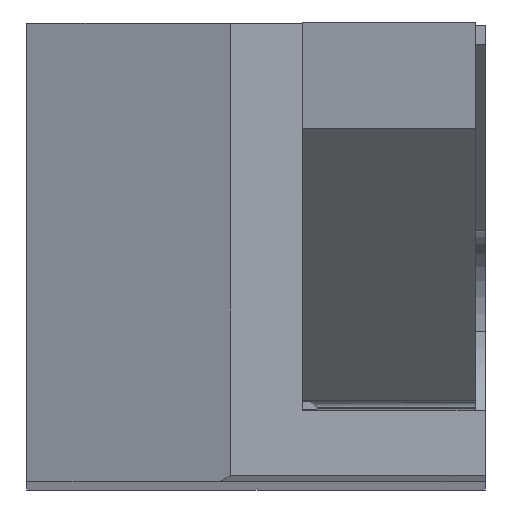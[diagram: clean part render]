
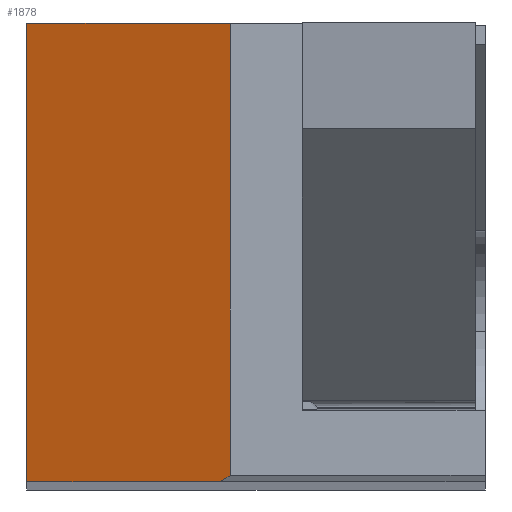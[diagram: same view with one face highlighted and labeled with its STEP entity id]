
A CAD part, top view. The second image highlights one B-rep face of the part: STEP entity #1878.
In plain terms, the highlighted planar face has unit normal (-0.342, 0, 0.94).
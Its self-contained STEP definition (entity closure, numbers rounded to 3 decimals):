
#42 = ORIENTED_EDGE ( 'NONE', *, *, #2095, .T. ) ;
#48 = VECTOR ( 'NONE', #304, 1000. ) ;
#159 = DIRECTION ( 'NONE',  ( -0.342, 0., 0.94 ) ) ;
#221 = VERTEX_POINT ( 'NONE', #742 ) ;
#304 = DIRECTION ( 'NONE',  ( -0.94, 0., -0.342 ) ) ;
#339 = VERTEX_POINT ( 'NONE', #1233 ) ;
#379 = EDGE_CURVE ( 'NONE', #221, #339, #1394, .T. ) ;
#410 = DIRECTION ( 'NONE',  ( 0.94, 0., 0.342 ) ) ;
#540 = VECTOR ( 'NONE', #1404, 1000. ) ;
#725 = ORIENTED_EDGE ( 'NONE', *, *, #379, .F. ) ;
#734 = CARTESIAN_POINT ( 'NONE',  ( 0., 9.53, -1.54 ) ) ;
#742 = CARTESIAN_POINT ( 'NONE',  ( 4.23, 9.53, 0. ) ) ;
#753 = LINE ( 'NONE', #2126, #1275 ) ;
#835 = LINE ( 'NONE', #1329, #48 ) ;
#938 = VERTEX_POINT ( 'NONE', #734 ) ;
#939 = VECTOR ( 'NONE', #410, 1000. ) ;
#1049 = DIRECTION ( 'NONE',  ( 0.808, 0.51, 0.294 ) ) ;
#1071 = FACE_OUTER_BOUND ( 'NONE', #1400, .T. ) ;
#1130 = ORIENTED_EDGE ( 'NONE', *, *, #1757, .F. ) ;
#1167 = CARTESIAN_POINT ( 'NONE',  ( 4.23, 135.66, 0. ) ) ;
#1178 = EDGE_CURVE ( 'NONE', #1880, #938, #1478, .T. ) ;
#1197 = CARTESIAN_POINT ( 'NONE',  ( 4.23, 135.66, 0. ) ) ;
#1233 = CARTESIAN_POINT ( 'NONE',  ( 4.23, 0.13, 0. ) ) ;
#1275 = VECTOR ( 'NONE', #1049, 1000. ) ;
#1311 = CARTESIAN_POINT ( 'NONE',  ( 0., 0., -1.54 ) ) ;
#1329 = CARTESIAN_POINT ( 'NONE',  ( -31.645, 0., -13.057 ) ) ;
#1364 = DIRECTION ( 'NONE',  ( 0.94, 0., 0.342 ) ) ;
#1394 = LINE ( 'NONE', #1197, #1866 ) ;
#1400 = EDGE_LOOP ( 'NONE', ( #1454, #1713, #1130, #42, #725 ) ) ;
#1404 = DIRECTION ( 'NONE',  ( 0., 1., 0. ) ) ;
#1422 = CARTESIAN_POINT ( 'NONE',  ( 4.024, 0., -0.075 ) ) ;
#1428 = LINE ( 'NONE', #1453, #939 ) ;
#1453 = CARTESIAN_POINT ( 'NONE',  ( -31.645, 9.53, -13.057 ) ) ;
#1454 = ORIENTED_EDGE ( 'NONE', *, *, #2205, .F. ) ;
#1478 = LINE ( 'NONE', #1311, #540 ) ;
#1484 = VERTEX_POINT ( 'NONE', #1422 ) ;
#1713 = ORIENTED_EDGE ( 'NONE', *, *, #1178, .F. ) ;
#1755 = DIRECTION ( 'NONE',  ( 0., -1., 0. ) ) ;
#1757 = EDGE_CURVE ( 'NONE', #1484, #1880, #835, .T. ) ;
#1866 = VECTOR ( 'NONE', #1755, 1000. ) ;
#1878 = ADVANCED_FACE ( 'NONE', ( #1071 ), #2070, .T. ) ;
#1880 = VERTEX_POINT ( 'NONE', #2238 ) ;
#1983 = AXIS2_PLACEMENT_3D ( 'NONE', #1167, #159, #1364 ) ;
#2070 = PLANE ( 'NONE',  #1983 ) ;
#2095 = EDGE_CURVE ( 'NONE', #1484, #339, #753, .T. ) ;
#2126 = CARTESIAN_POINT ( 'NONE',  ( 93.243, 56.245, 32.398 ) ) ;
#2205 = EDGE_CURVE ( 'NONE', #938, #221, #1428, .T. ) ;
#2238 = CARTESIAN_POINT ( 'NONE',  ( 0., 0., -1.54 ) ) ;
